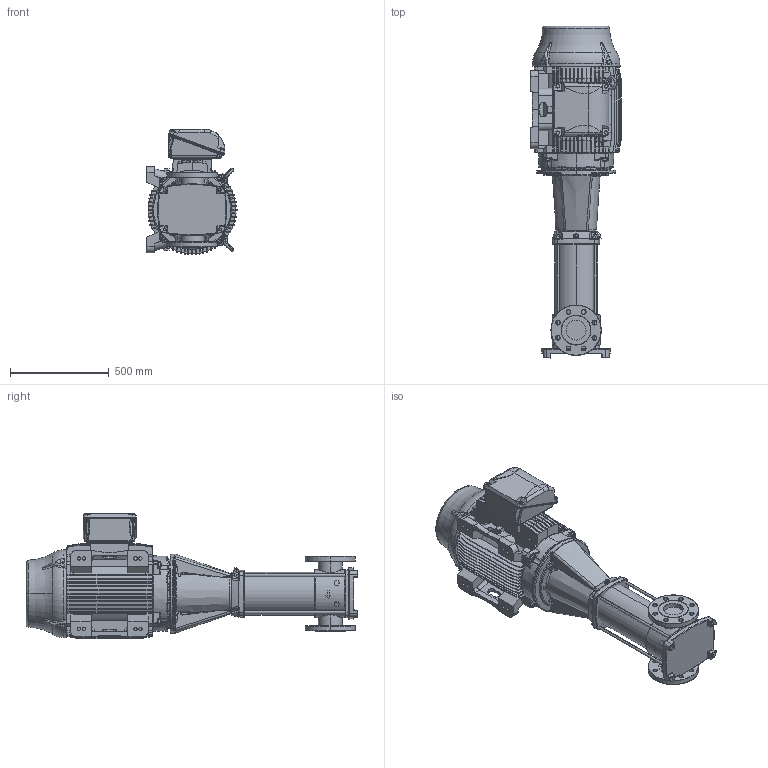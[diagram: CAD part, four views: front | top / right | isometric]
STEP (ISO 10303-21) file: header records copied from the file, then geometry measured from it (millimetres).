
FILE_DESCRIPTION (( 'STEP AP203' ), '1' );
FILE_NAME ('3303152 - MVI-450-4_2-60 HP-364TSC-304-E-230_460~3.step', '2022-03-30T20:15:33', ( '' ), ( '' ), 'SwSTEP 2.0', 'SolidWorks 2021', '' );
FILE_SCHEMA (( 'CONFIG_CONTROL_DESIGN' ));
Length unit declared in the file: inch
Products named in the file (5): SBI(N)90-4-2; 2704074 - NEMA V2 60HP 364_5TSC 230_460~3 TEFC; TEFC MOTOR_2704074 - NEMA V2 60HP 364_5TSC 230_460~3 TEFC; MVI PEO - [304-EPDM]_3304152 - MVI-450-4_2-60 HP-364TSC-304-E-S; 3303152 - MVI-450-4_2-60 HP-364TSC-304-E-230_460~3
Assembly tree (4 placements, depth 3):
  3303152 - MVI-450-4_2-60 HP-364TSC-304-E-230_460~3
    MVI PEO - [304-EPDM]_3304152 - MVI-450-4_2-60 HP-364TSC-304-E-S
      SBI(N)90-4-2
    TEFC MOTOR_2704074 - NEMA V2 60HP 364_5TSC 230_460~3 TEFC
      2704074 - NEMA V2 60HP 364_5TSC 230_460~3 TEFC
Bounding box: 456.1 x 1677.31 x 633.81 mm (x, y, z)
Volume: 152286939.5 mm3; surface area: 5072427.3 mm2
Topology: 8 solids, 39 shells, 4128 faces, 10711 edges, 6676 vertices
Faces by surface type: plane 1393, bspline 980, cone 792, cylinder 791, torus 138, sphere 34
Entity records: 194138 total; most frequent: CARTESIAN_POINT 101780, ORIENTED_EDGE 21150, DIRECTION 16641, EDGE_CURVE 10575, VERTEX_POINT 6673, AXIS2_PLACEMENT_3D 6325, EDGE_LOOP 4398, ADVANCED_FACE 4128
